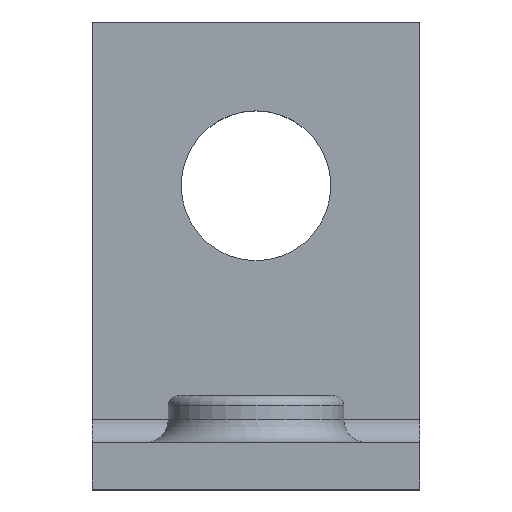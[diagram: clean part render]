
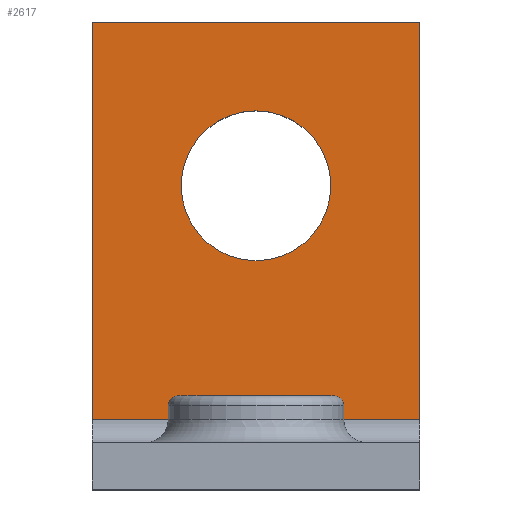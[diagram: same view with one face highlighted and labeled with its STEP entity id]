
A CAD part, top view. The second image highlights one B-rep face of the part: STEP entity #2617.
In plain terms, the highlighted planar face has unit normal (0, 0, 1).
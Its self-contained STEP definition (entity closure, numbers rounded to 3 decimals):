
#79 = VERTEX_POINT('',#80);
#80 = CARTESIAN_POINT('',(0.,1.5,1.));
#87 = EDGE_CURVE('',#79,#88,#90,.T.);
#88 = VERTEX_POINT('',#89);
#89 = CARTESIAN_POINT('',(0.,10.,1.));
#90 = LINE('',#91,#92);
#91 = CARTESIAN_POINT('',(0.,1.,1.));
#92 = VECTOR('',#93,1.);
#93 = DIRECTION('',(0.,1.,0.));
#127 = VERTEX_POINT('',#128);
#128 = CARTESIAN_POINT('',(7.,1.5,1.));
#144 = EDGE_CURVE('',#127,#79,#145,.T.);
#145 = LINE('',#146,#147);
#146 = CARTESIAN_POINT('',(7.,1.5,1.));
#147 = VECTOR('',#148,1.);
#148 = DIRECTION('',(-1.,0.,0.));
#167 = EDGE_CURVE('',#88,#168,#170,.T.);
#168 = VERTEX_POINT('',#169);
#169 = CARTESIAN_POINT('',(7.,10.,1.));
#170 = LINE('',#171,#172);
#171 = CARTESIAN_POINT('',(0.,10.,1.));
#172 = VECTOR('',#173,1.);
#173 = DIRECTION('',(1.,0.,0.));
#2582 = EDGE_CURVE('',#127,#168,#2583,.T.);
#2583 = LINE('',#2584,#2585);
#2584 = CARTESIAN_POINT('',(7.,1.,1.));
#2585 = VECTOR('',#2586,1.);
#2586 = DIRECTION('',(0.,1.,0.));
#2617 = ADVANCED_FACE('',(#2618,#2624),#2644,.T.);
#2618 = FACE_BOUND('',#2619,.T.);
#2619 = EDGE_LOOP('',(#2620,#2621,#2622,#2623));
#2620 = ORIENTED_EDGE('',*,*,#87,.F.);
#2621 = ORIENTED_EDGE('',*,*,#144,.F.);
#2622 = ORIENTED_EDGE('',*,*,#2582,.T.);
#2623 = ORIENTED_EDGE('',*,*,#167,.F.);
#2624 = FACE_BOUND('',#2625,.T.);
#2625 = EDGE_LOOP('',(#2626,#2637));
#2626 = ORIENTED_EDGE('',*,*,#2627,.F.);
#2627 = EDGE_CURVE('',#2628,#2630,#2632,.T.);
#2628 = VERTEX_POINT('',#2629);
#2629 = CARTESIAN_POINT('',(3.5,4.9,1.));
#2630 = VERTEX_POINT('',#2631);
#2631 = CARTESIAN_POINT('',(5.1,6.5,1.));
#2632 = CIRCLE('',#2633,1.6);
#2633 = AXIS2_PLACEMENT_3D('',#2634,#2635,#2636);
#2634 = CARTESIAN_POINT('',(3.5,6.5,1.));
#2635 = DIRECTION('',(0.,0.,1.));
#2636 = DIRECTION('',(1.,0.,0.));
#2637 = ORIENTED_EDGE('',*,*,#2638,.F.);
#2638 = EDGE_CURVE('',#2630,#2628,#2639,.T.);
#2639 = CIRCLE('',#2640,1.6);
#2640 = AXIS2_PLACEMENT_3D('',#2641,#2642,#2643);
#2641 = CARTESIAN_POINT('',(3.5,6.5,1.));
#2642 = DIRECTION('',(0.,0.,1.));
#2643 = DIRECTION('',(1.,0.,0.));
#2644 = PLANE('',#2645);
#2645 = AXIS2_PLACEMENT_3D('',#2646,#2647,#2648);
#2646 = CARTESIAN_POINT('',(0.,1.,1.));
#2647 = DIRECTION('',(0.,0.,1.));
#2648 = DIRECTION('',(1.,0.,0.));
